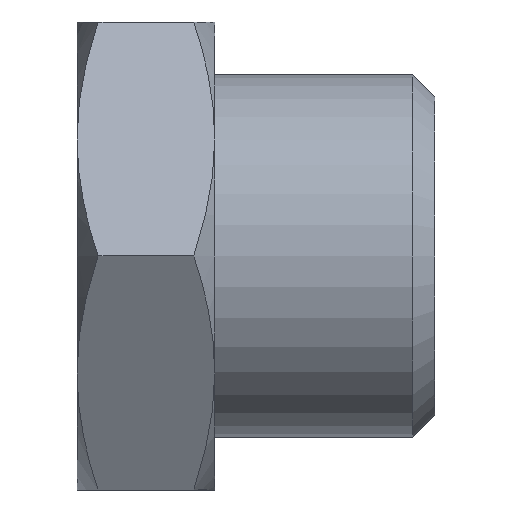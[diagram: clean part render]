
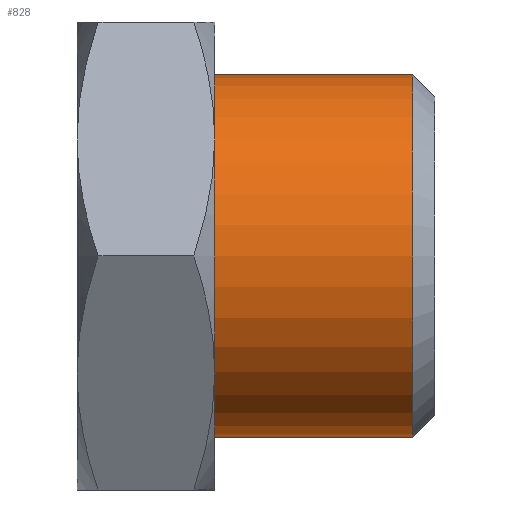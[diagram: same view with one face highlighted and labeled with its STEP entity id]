
A CAD part, left-side view. The second image highlights one B-rep face of the part: STEP entity #828.
In plain terms, the highlighted cylindrical face has radius 6.579 mm (diameter 13.157 mm), a full revolution.
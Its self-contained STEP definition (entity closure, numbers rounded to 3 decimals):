
#797=CARTESIAN_POINT('',(6.579,8.0,0.0));
#798=VERTEX_POINT('',#797);
#799=CARTESIAN_POINT('',(0.0,8.0,0.0));
#800=DIRECTION('',(0.0,-1.0,0.0));
#801=DIRECTION('',(1.0,0.0,0.0));
#802=AXIS2_PLACEMENT_3D('',#799,#800,#801);
#803=CIRCLE('',#802,6.579);
#804=EDGE_CURVE('',#798,#798,#803,.T.);
#809=CARTESIAN_POINT('',(0.0,4.4,0.0));
#810=DIRECTION('',(0.0,-1.0,0.0));
#811=DIRECTION('',(1.0,0.0,0.0));
#812=AXIS2_PLACEMENT_3D('',#809,#810,#811);
#813=CYLINDRICAL_SURFACE('',#812,6.579);
#814=CARTESIAN_POINT('',(6.579,0.8,0.0));
#815=VERTEX_POINT('',#814);
#816=CARTESIAN_POINT('',(0.0,0.8,0.0));
#817=DIRECTION('',(0.0,-1.0,0.0));
#818=DIRECTION('',(1.0,0.0,0.0));
#819=AXIS2_PLACEMENT_3D('',#816,#817,#818);
#820=CIRCLE('',#819,6.579);
#821=EDGE_CURVE('',#815,#815,#820,.T.);
#822=ORIENTED_EDGE('',*,*,#821,.F.);
#823=EDGE_LOOP('',(#822));
#824=FACE_OUTER_BOUND('',#823,.T.);
#825=ORIENTED_EDGE('',*,*,#804,.T.);
#826=EDGE_LOOP('',(#825));
#827=FACE_BOUND('',#826,.T.);
#828=ADVANCED_FACE('',(#824,#827),#813,.T.);
